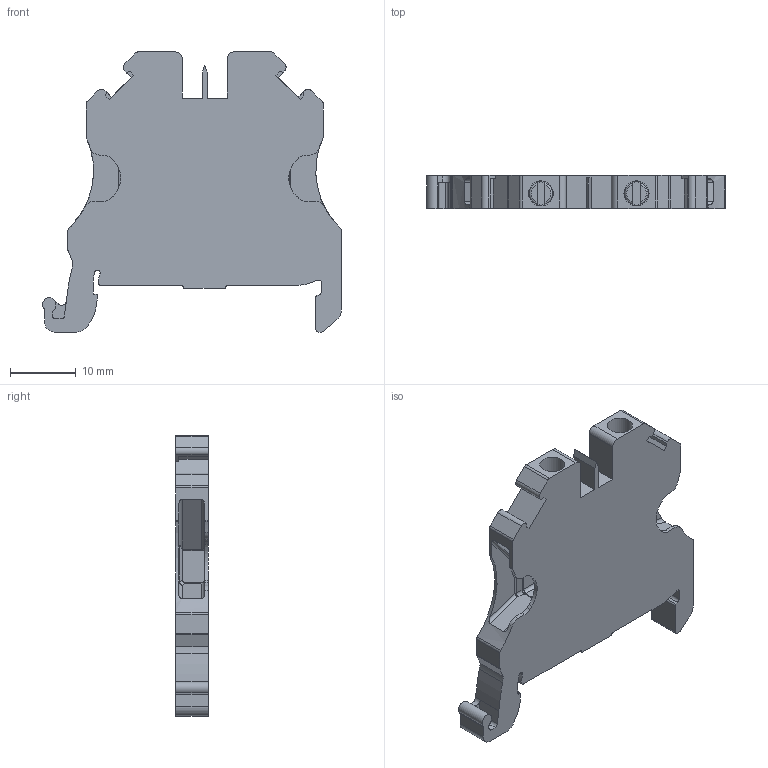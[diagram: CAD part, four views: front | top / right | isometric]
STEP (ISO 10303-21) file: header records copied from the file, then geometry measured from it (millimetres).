
FILE_DESCRIPTION(/* description */ ('Unknown'),/* implementation_level */ '2;1');
FILE_NAME(/* name */ 'TGC2_5_3D_SOLID',/* time_stamp */ '2021-05-27T15:28:17+06:00',/* author */ ('Unknown'),/* organization */ ('Unknown'),/* preprocessor_version */ 'ST-DEVELOPER v16.7',/* originating_system */ 'DEX',/* authorisation */ $);
FILE_SCHEMA (('AUTOMOTIVE_DESIGN {1 0 10303 214 3 1 1}'));
Length unit declared in the file: millimetre
Products named in the file (1): TGC2_5_3D_SOLID
Bounding box: 45.35 x 5 x 42.5 mm (x, y, z)
Volume: 5383.7 mm3; surface area: 4312 mm2
Topology: 1 solids, 1 shells, 214 faces, 592 edges, 386 vertices
Faces by surface type: plane 101, cylinder 95, bspline 10, torus 6, sphere 2
Full cylindrical faces by diameter (mm): 2.6 x2, 2.8 x2, 3.5 x2, 3.8 x2
Entity records: 8408 total; most frequent: CARTESIAN_POINT 1371, DIRECTION 1179, ORIENTED_EDGE 1152, EDGE_CURVE 576, AXIS2_PLACEMENT_3D 418, VERTEX_POINT 382, LINE 343, VECTOR 343
